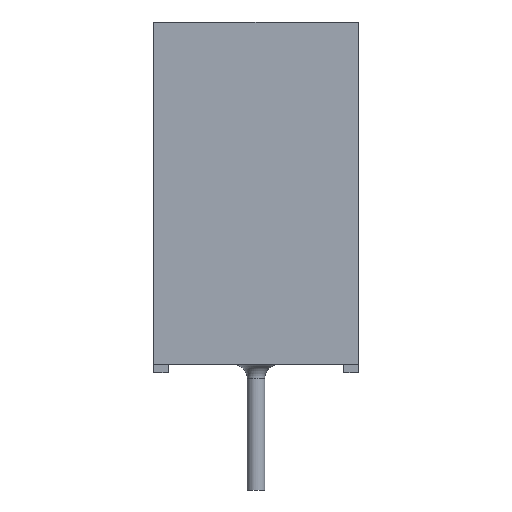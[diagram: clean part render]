
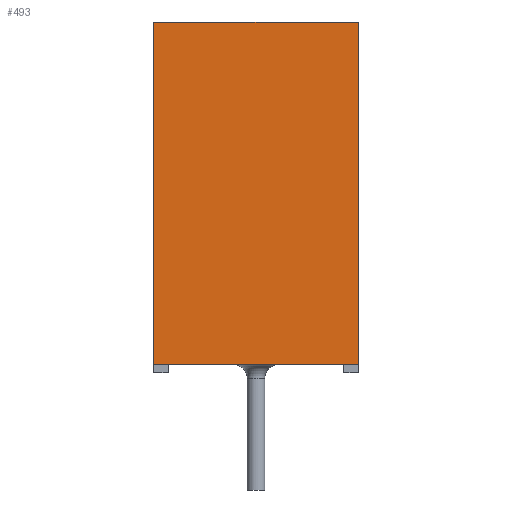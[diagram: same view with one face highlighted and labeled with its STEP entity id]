
A CAD part, left-side view. The second image highlights one B-rep face of the part: STEP entity #493.
In plain terms, the highlighted planar face has unit normal (-1, 0, 0).
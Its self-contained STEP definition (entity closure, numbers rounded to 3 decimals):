
#493 = ADVANCED_FACE( '', ( #1109 ), #1110, .F. );
#1109 = FACE_OUTER_BOUND( '', #1862, .T. );
#1110 = PLANE( '', #1863 );
#1862 = EDGE_LOOP( '', ( #3618, #3619, #3620, #3621 ) );
#1863 = AXIS2_PLACEMENT_3D( '', #3622, #3623, #3624 );
#3618 = ORIENTED_EDGE( '', *, *, #5503, .T. );
#3619 = ORIENTED_EDGE( '', *, *, #5504, .F. );
#3620 = ORIENTED_EDGE( '', *, *, #5505, .F. );
#3621 = ORIENTED_EDGE( '', *, *, #5273, .T. );
#3622 = CARTESIAN_POINT( '', ( -6.5, -3.5, 5.85 ) );
#3623 = DIRECTION( '', ( 1., 0., 0. ) );
#3624 = DIRECTION( '', ( 0., 0., -1. ) );
#5273 = EDGE_CURVE( '', #6295, #6293, #6296, .T. );
#5503 = EDGE_CURVE( '', #6293, #6629, #6630, .T. );
#5504 = EDGE_CURVE( '', #6631, #6629, #6632, .T. );
#5505 = EDGE_CURVE( '', #6295, #6631, #6633, .T. );
#6293 = VERTEX_POINT( '', #8375 );
#6295 = VERTEX_POINT( '', #8378 );
#6296 = LINE( '', #8379, #8380 );
#6629 = VERTEX_POINT( '', #9342 );
#6630 = LINE( '', #9343, #9344 );
#6631 = VERTEX_POINT( '', #9345 );
#6632 = LINE( '', #9346, #9347 );
#6633 = LINE( '', #9348, #9349 );
#8375 = CARTESIAN_POINT( '', ( -6.5, 3.5, 5.85 ) );
#8378 = CARTESIAN_POINT( '', ( -6.5, -3.5, 5.85 ) );
#8379 = CARTESIAN_POINT( '', ( -6.5, -3.5, 5.85 ) );
#8380 = VECTOR( '', #10305, 1000. );
#9342 = CARTESIAN_POINT( '', ( -6.5, 3.5, -5.85 ) );
#9343 = CARTESIAN_POINT( '', ( -6.5, 3.5, 5.85 ) );
#9344 = VECTOR( '', #10398, 1000. );
#9345 = CARTESIAN_POINT( '', ( -6.5, -3.5, -5.85 ) );
#9346 = CARTESIAN_POINT( '', ( -6.5, -3.5, -5.85 ) );
#9347 = VECTOR( '', #10399, 1000. );
#9348 = CARTESIAN_POINT( '', ( -6.5, -3.5, 5.85 ) );
#9349 = VECTOR( '', #10400, 1000. );
#10305 = DIRECTION( '', ( 0., 1., 0. ) );
#10398 = DIRECTION( '', ( 0., 0., -1. ) );
#10399 = DIRECTION( '', ( 0., 1., 0. ) );
#10400 = DIRECTION( '', ( 0., 0., -1. ) );
